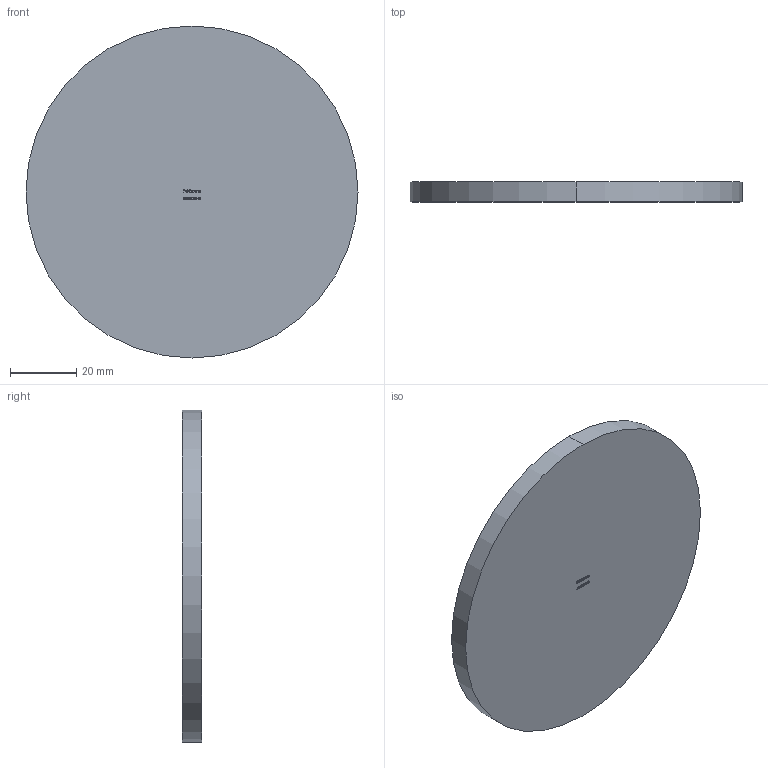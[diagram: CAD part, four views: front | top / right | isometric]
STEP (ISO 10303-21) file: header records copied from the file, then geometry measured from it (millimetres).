
FILE_DESCRIPTION (( 'STEP AP203' ), '1' );
FILE_NAME ('53100-240.step', '2020-10-16T11:32:31', ( '' ), ( '' ), 'SwSTEP 2.0', 'SolidWorks 2018', '' );
FILE_SCHEMA (( 'CONFIG_CONTROL_DESIGN' ));
Length unit declared in the file: millimetre
Products named in the file (2): 53100-240
Bounding box: 100 x 6 x 100 mm (x, y, z)
Volume: 47123.7 mm3; surface area: 17598.7 mm2
Topology: 1 solids, 1 shells, 223 faces, 591 edges, 394 vertices
Faces by surface type: plane 118, bspline 103, cylinder 2
Entity records: 12922 total; most frequent: CARTESIAN_POINT 7929, ORIENTED_EDGE 1182, DIRECTION 633, EDGE_CURVE 591, VERTEX_POINT 394, VECTOR 381, LINE 381, EDGE_LOOP 247
